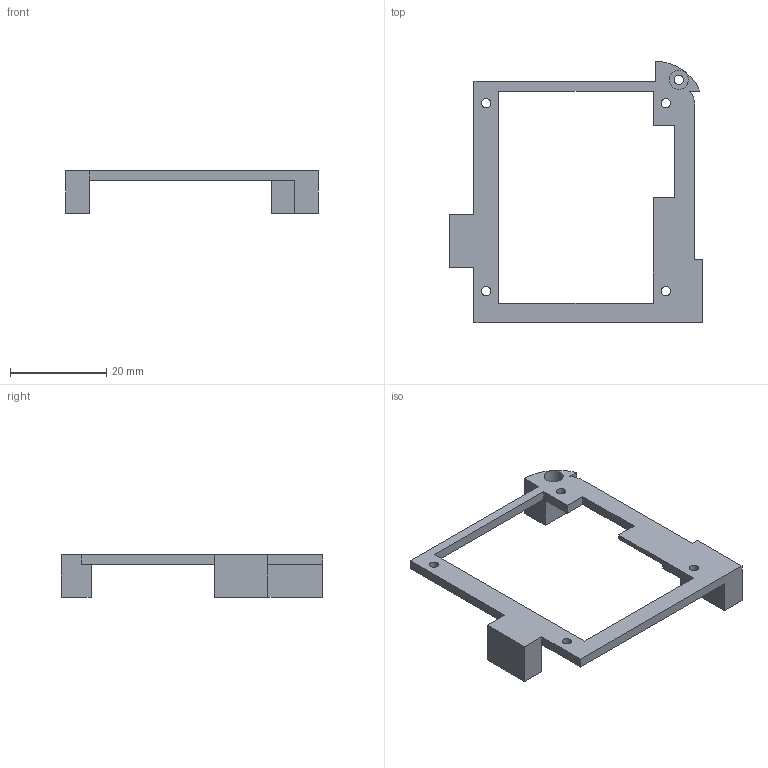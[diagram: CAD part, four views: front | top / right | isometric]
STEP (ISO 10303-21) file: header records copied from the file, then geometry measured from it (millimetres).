
FILE_DESCRIPTION(('FreeCAD Model'),'2;1');
FILE_NAME('Open CASCADE Shape Model','2025-11-06T12:17:41',(''),(''), 'Open CASCADE STEP processor 7.8','FreeCAD','Unknown');
FILE_SCHEMA(('AUTOMOTIVE_DESIGN { 1 0 10303 214 1 1 1 1 }'));
Length unit declared in the file: millimetre
Products named in the file (1): screen-platform
Bounding box: 52.4 x 54.15 x 8.85 mm (x, y, z)
Volume: 2705.3 mm3; surface area: 3325.1 mm2
Topology: 1 solids, 1 shells, 39 faces, 109 edges, 72 vertices
Faces by surface type: plane 31, cylinder 8
Full cylindrical faces by diameter (mm): 1.9 x5, 4 x1
Entity records: 1289 total; most frequent: CARTESIAN_POINT 221, ORIENTED_EDGE 218, DIRECTION 205, EDGE_CURVE 109, LINE 93, VECTOR 93, VERTEX_POINT 72, AXIS2_PLACEMENT_3D 56
